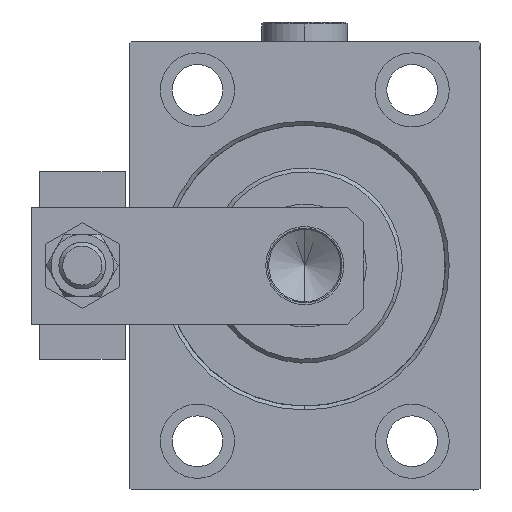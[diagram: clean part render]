
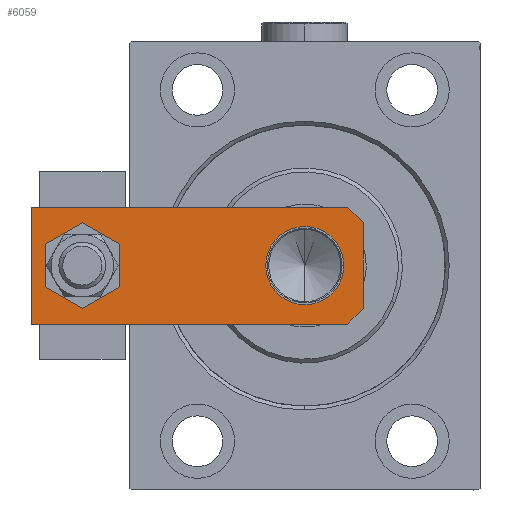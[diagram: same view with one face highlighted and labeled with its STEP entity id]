
A CAD part, left-side view. The second image highlights one B-rep face of the part: STEP entity #6059.
In plain terms, the highlighted face is planar.
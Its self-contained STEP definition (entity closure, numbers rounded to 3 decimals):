
#1271 = DIRECTION ( 'NONE',  ( 0.707, -0.707, 0. ) ) ;
#1597 = CARTESIAN_POINT ( 'NONE',  ( 11., 0., 8. ) ) ;
#1803 = ORIENTED_EDGE ( 'NONE', *, *, #34189, .T. ) ;
#2667 = EDGE_CURVE ( 'NONE', #3898, #3157, #31535, .T. ) ;
#3157 = VERTEX_POINT ( 'NONE', #41199 ) ;
#3367 = CARTESIAN_POINT ( 'NONE',  ( 15., 4., 8. ) ) ;
#3898 = VERTEX_POINT ( 'NONE', #4588 ) ;
#4588 = CARTESIAN_POINT ( 'NONE',  ( 10., 15., 8. ) ) ;
#4879 = CARTESIAN_POINT ( 'NONE',  ( 0., 15., 8. ) ) ;
#5136 = DIRECTION ( 'NONE',  ( 1., 0., 0. ) ) ;
#5425 = CIRCLE ( 'NONE', #8725, 7. ) ;
#5439 = CARTESIAN_POINT ( 'NONE',  ( 0., 72., 8. ) ) ;
#5623 = DIRECTION ( 'NONE',  ( 1., 0., 0. ) ) ;
#5735 = EDGE_LOOP ( 'NONE', ( #34798, #15181 ) ) ;
#6059 = ADVANCED_FACE ( 'NONE', ( #29095, #25471, #13100 ), #21601, .T. ) ;
#6930 = LINE ( 'NONE', #18800, #25222 ) ;
#7138 = CARTESIAN_POINT ( 'NONE',  ( 5.5, -5.5, 8. ) ) ;
#8227 = DIRECTION ( 'NONE',  ( 0., 0., 1. ) ) ;
#8238 = VECTOR ( 'NONE', #46116, 1000. ) ;
#8725 = AXIS2_PLACEMENT_3D ( 'NONE', #43475, #20248, #24115 ) ;
#9448 = VERTEX_POINT ( 'NONE', #3367 ) ;
#9734 = CARTESIAN_POINT ( 'NONE',  ( 0., 0., 8. ) ) ;
#10387 = CARTESIAN_POINT ( 'NONE',  ( -15., 85., 8. ) ) ;
#10556 = VECTOR ( 'NONE', #48235, 1000. ) ;
#10886 = VERTEX_POINT ( 'NONE', #38027 ) ;
#12369 = DIRECTION ( 'NONE',  ( 1., 0., 0. ) ) ;
#13100 = FACE_BOUND ( 'NONE', #5735, .T. ) ;
#14710 = AXIS2_PLACEMENT_3D ( 'NONE', #47857, #24362, #40097 ) ;
#15181 = ORIENTED_EDGE ( 'NONE', *, *, #2667, .F. ) ;
#15600 = EDGE_CURVE ( 'NONE', #28194, #20767, #35598, .T. ) ;
#16750 = CARTESIAN_POINT ( 'NONE',  ( -5.5, -5.5, 8. ) ) ;
#16757 = CARTESIAN_POINT ( 'NONE',  ( -15., 0., 8. ) ) ;
#17437 = CARTESIAN_POINT ( 'NONE',  ( -15., 85., 8. ) ) ;
#17524 = CARTESIAN_POINT ( 'NONE',  ( 15., 85., 8. ) ) ;
#18455 = EDGE_CURVE ( 'NONE', #9448, #50771, #32471, .T. ) ;
#18800 = CARTESIAN_POINT ( 'NONE',  ( 15., 85., 8. ) ) ;
#19605 = EDGE_CURVE ( 'NONE', #3157, #3898, #41910, .T. ) ;
#20248 = DIRECTION ( 'NONE',  ( 0., 0., 1. ) ) ;
#20326 = ORIENTED_EDGE ( 'NONE', *, *, #18455, .T. ) ;
#20524 = ORIENTED_EDGE ( 'NONE', *, *, #49062, .T. ) ;
#20767 = VERTEX_POINT ( 'NONE', #1597 ) ;
#20999 = AXIS2_PLACEMENT_3D ( 'NONE', #9734, #41221, #5623 ) ;
#21601 = PLANE ( 'NONE',  #20999 ) ;
#21877 = LINE ( 'NONE', #16750, #42469 ) ;
#23918 = VERTEX_POINT ( 'NONE', #28872 ) ;
#24115 = DIRECTION ( 'NONE',  ( 1., 0., 0. ) ) ;
#24362 = DIRECTION ( 'NONE',  ( 0., 0., 1. ) ) ;
#25222 = VECTOR ( 'NONE', #47420, 1000. ) ;
#25471 = FACE_OUTER_BOUND ( 'NONE', #31143, .T. ) ;
#26124 = DIRECTION ( 'NONE',  ( 0., -1., 0. ) ) ;
#28194 = VERTEX_POINT ( 'NONE', #28912 ) ;
#28511 = CARTESIAN_POINT ( 'NONE',  ( -7., 72., 8. ) ) ;
#28872 = CARTESIAN_POINT ( 'NONE',  ( -15., 4., 8. ) ) ;
#28912 = CARTESIAN_POINT ( 'NONE',  ( -11., 0., 8. ) ) ;
#29095 = FACE_BOUND ( 'NONE', #38274, .T. ) ;
#30177 = DIRECTION ( 'NONE',  ( 1., 0., 0. ) ) ;
#30258 = VECTOR ( 'NONE', #12369, 1000. ) ;
#31143 = EDGE_LOOP ( 'NONE', ( #38849, #1803, #38937, #20524, #20326, #41210 ) ) ;
#31535 = CIRCLE ( 'NONE', #41428, 10. ) ;
#32471 = LINE ( 'NONE', #44106, #10556 ) ;
#34189 = EDGE_CURVE ( 'NONE', #23918, #28194, #21877, .T. ) ;
#34798 = ORIENTED_EDGE ( 'NONE', *, *, #19605, .F. ) ;
#35385 = EDGE_CURVE ( 'NONE', #10886, #48337, #5425, .T. ) ;
#35457 = VECTOR ( 'NONE', #26124, 1000. ) ;
#35598 = LINE ( 'NONE', #16757, #30258 ) ;
#35806 = ORIENTED_EDGE ( 'NONE', *, *, #45435, .F. ) ;
#36420 = EDGE_CURVE ( 'NONE', #50771, #50066, #6930, .T. ) ;
#38027 = CARTESIAN_POINT ( 'NONE',  ( 7., 72., 8. ) ) ;
#38274 = EDGE_LOOP ( 'NONE', ( #35806, #38588 ) ) ;
#38588 = ORIENTED_EDGE ( 'NONE', *, *, #35385, .F. ) ;
#38849 = ORIENTED_EDGE ( 'NONE', *, *, #50500, .T. ) ;
#38937 = ORIENTED_EDGE ( 'NONE', *, *, #15600, .T. ) ;
#39402 = CIRCLE ( 'NONE', #50128, 7. ) ;
#40097 = DIRECTION ( 'NONE',  ( 1., 0., 0. ) ) ;
#41199 = CARTESIAN_POINT ( 'NONE',  ( -10., 15., 8. ) ) ;
#41210 = ORIENTED_EDGE ( 'NONE', *, *, #36420, .T. ) ;
#41221 = DIRECTION ( 'NONE',  ( 0., 0., 1. ) ) ;
#41428 = AXIS2_PLACEMENT_3D ( 'NONE', #4879, #8227, #5136 ) ;
#41910 = CIRCLE ( 'NONE', #14710, 10. ) ;
#41989 = LINE ( 'NONE', #7138, #8238 ) ;
#42469 = VECTOR ( 'NONE', #1271, 1000. ) ;
#43475 = CARTESIAN_POINT ( 'NONE',  ( 0., 72., 8. ) ) ;
#44106 = CARTESIAN_POINT ( 'NONE',  ( 15., 0., 8. ) ) ;
#45435 = EDGE_CURVE ( 'NONE', #48337, #10886, #39402, .T. ) ;
#46116 = DIRECTION ( 'NONE',  ( 0.707, 0.707, 0. ) ) ;
#46180 = DIRECTION ( 'NONE',  ( 0., 0., 1. ) ) ;
#47420 = DIRECTION ( 'NONE',  ( -1., 0., 0. ) ) ;
#47857 = CARTESIAN_POINT ( 'NONE',  ( 0., 15., 8. ) ) ;
#48235 = DIRECTION ( 'NONE',  ( 0., 1., 0. ) ) ;
#48337 = VERTEX_POINT ( 'NONE', #28511 ) ;
#49062 = EDGE_CURVE ( 'NONE', #20767, #9448, #41989, .T. ) ;
#49620 = LINE ( 'NONE', #10387, #35457 ) ;
#50066 = VERTEX_POINT ( 'NONE', #17437 ) ;
#50128 = AXIS2_PLACEMENT_3D ( 'NONE', #5439, #46180, #30177 ) ;
#50500 = EDGE_CURVE ( 'NONE', #50066, #23918, #49620, .T. ) ;
#50771 = VERTEX_POINT ( 'NONE', #17524 ) ;
